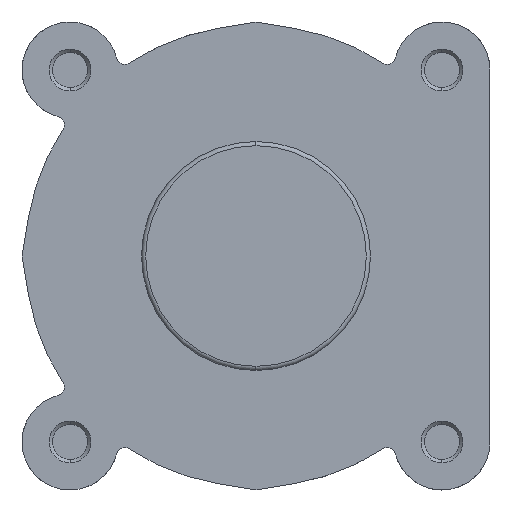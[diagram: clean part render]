
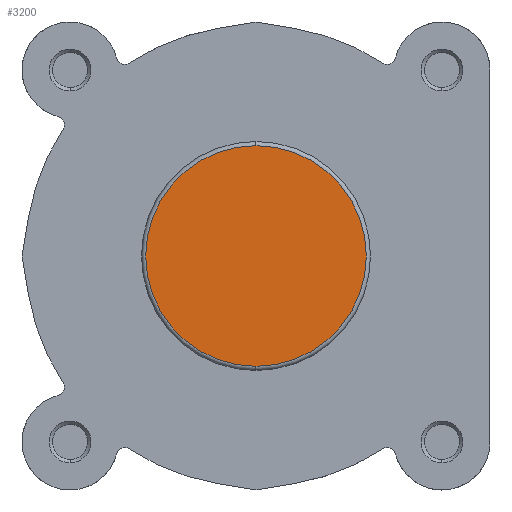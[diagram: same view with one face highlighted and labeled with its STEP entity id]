
A CAD part, left-side view. The second image highlights one B-rep face of the part: STEP entity #3200.
In plain terms, the highlighted planar face has unit normal (-1, 0, 0).
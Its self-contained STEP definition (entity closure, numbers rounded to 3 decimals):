
#249 = EDGE_LOOP ( 'NONE', ( #379, #378 ) ) ;
#378 = ORIENTED_EDGE ( 'NONE', *, *, #4189, .T. ) ;
#379 = ORIENTED_EDGE ( 'NONE', *, *, #3714, .T. ) ;
#628 = FACE_OUTER_BOUND ( 'NONE', #249, .T. ) ;
#1713 = CARTESIAN_POINT ( 'NONE',  ( 0., 0., 26.4 ) ) ;
#1746 = CARTESIAN_POINT ( 'NONE',  ( 0., 0., -26.4 ) ) ;
#1953 = CARTESIAN_POINT ( 'NONE',  ( 0., 0., 0. ) ) ;
#1954 = DIRECTION ( 'NONE',  ( -1., 0., 0. ) ) ;
#1955 = DIRECTION ( 'NONE',  ( 0., 0., -1. ) ) ;
#2574 = PLANE ( 'NONE',  #4251 ) ;
#2678 = DIRECTION ( 'NONE',  ( 1., 0., 0. ) ) ;
#2717 = DIRECTION ( 'NONE',  ( 0., 0., -1. ) ) ;
#2964 = CARTESIAN_POINT ( 'NONE',  ( 0., 27.4, 0. ) ) ;
#3200 = ADVANCED_FACE ( 'NONE', ( #628 ), #2574, .F. ) ;
#3574 = VERTEX_POINT ( 'NONE', #1713 ) ;
#3607 = VERTEX_POINT ( 'NONE', #1746 ) ;
#3714 = EDGE_CURVE ( 'NONE', #3607, #3574, #4521, .T. ) ;
#4189 = EDGE_CURVE ( 'NONE', #3574, #3607, #5186, .T. ) ;
#4251 = AXIS2_PLACEMENT_3D ( 'NONE', #2964, #2678, #2717 ) ;
#4491 = AXIS2_PLACEMENT_3D ( 'NONE', #1953, #1954, #1955 ) ;
#4521 = CIRCLE ( 'NONE', #4491, 26.4 ) ;
#5186 = CIRCLE ( 'NONE', #5492, 26.4 ) ;
#5492 = AXIS2_PLACEMENT_3D ( 'NONE', #6320, #6328, #6329 ) ;
#6320 = CARTESIAN_POINT ( 'NONE',  ( 0., 0., 0. ) ) ;
#6328 = DIRECTION ( 'NONE',  ( -1., 0., 0. ) ) ;
#6329 = DIRECTION ( 'NONE',  ( 0., 0., -1. ) ) ;
